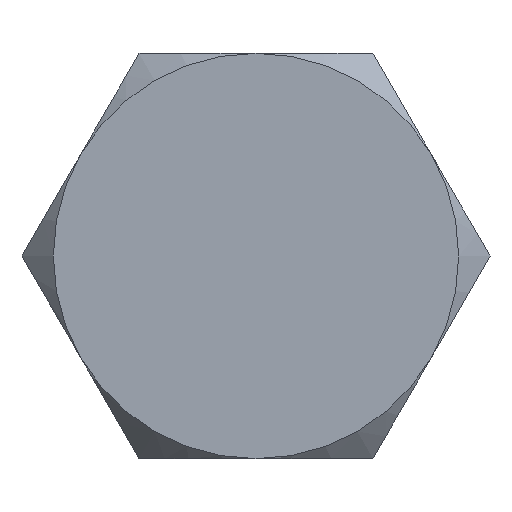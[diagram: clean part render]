
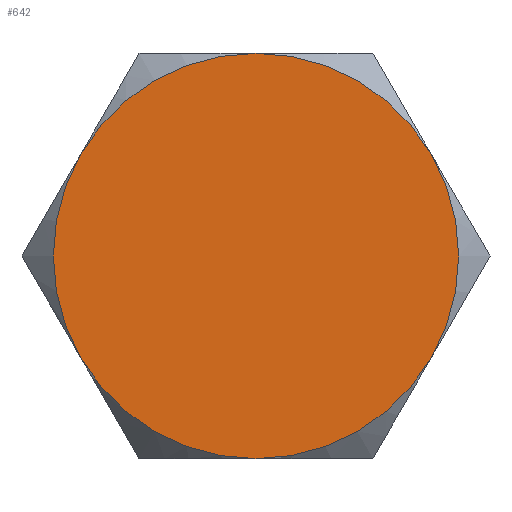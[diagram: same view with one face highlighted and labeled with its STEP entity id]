
A CAD part, front view. The second image highlights one B-rep face of the part: STEP entity #642.
In plain terms, the highlighted planar face has unit normal (0, -1, 0).
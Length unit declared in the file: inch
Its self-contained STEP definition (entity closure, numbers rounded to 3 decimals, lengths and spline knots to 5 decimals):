
#18=CARTESIAN_POINT('',(0.,0.,0.));
#19=DIRECTION('',(0.,1.,0.));
#20=DIRECTION('',(0.866,0.,-0.5));
#21=AXIS2_PLACEMENT_3D('',#18,#19,#20);
#27=CARTESIAN_POINT('',(0.,0.,0.));
#28=DIRECTION('',(0.,1.,0.));
#29=DIRECTION('',(0.,0.,-1.));
#30=AXIS2_PLACEMENT_3D('',#27,#28,#29);
#35=CARTESIAN_POINT('',(0.,0.,0.));
#36=DIRECTION('',(0.,1.,0.));
#37=DIRECTION('',(-0.866,0.,0.5));
#38=AXIS2_PLACEMENT_3D('',#35,#36,#37);
#43=CARTESIAN_POINT('',(0.,0.,0.));
#44=DIRECTION('',(0.,1.,0.));
#45=DIRECTION('',(0.,0.,1.));
#46=AXIS2_PLACEMENT_3D('',#43,#44,#45);
#51=CARTESIAN_POINT('',(0.,0.,0.));
#52=DIRECTION('',(0.,-1.,0.));
#53=DIRECTION('',(0.866,0.,-0.5));
#54=AXIS2_PLACEMENT_3D('',#51,#52,#53);
#104=CARTESIAN_POINT('',(-0.35161,0.,-0.203));
#169=CARTESIAN_POINT('',(0.,0.,-0.406));
#226=CARTESIAN_POINT('',(0.35161,0.,-0.203));
#283=CARTESIAN_POINT('',(0.35161,0.,0.203));
#340=CARTESIAN_POINT('',(0.,0.,0.406));
#397=CARTESIAN_POINT('',(-0.35161,0.,0.203));
#571=CARTESIAN_POINT('',(0.,0.,0.));
#572=DIRECTION('',(0.,-1.,0.));
#573=DIRECTION('',(-0.866,0.,0.5));
#574=AXIS2_PLACEMENT_3D('',#571,#572,#573);
#582=VERTEX_POINT('',#169);
#586=VERTEX_POINT('',#104);
#590=VERTEX_POINT('',#397);
#594=VERTEX_POINT('',#340);
#598=VERTEX_POINT('',#283);
#602=VERTEX_POINT('',#226);
#623=CARTESIAN_POINT('',(0.,0.,0.));
#624=DIRECTION('',(0.,1.,0.));
#625=DIRECTION('',(-1.,0.,0.));
#626=AXIS2_PLACEMENT_3D('',#623,#624,#625);
#627=PLANE('',#626);
#629=ORIENTED_EDGE('',*,*,#628,.F.);
#631=ORIENTED_EDGE('',*,*,#630,.T.);
#633=ORIENTED_EDGE('',*,*,#632,.T.);
#635=ORIENTED_EDGE('',*,*,#634,.F.);
#637=ORIENTED_EDGE('',*,*,#636,.T.);
#639=ORIENTED_EDGE('',*,*,#638,.T.);
#640=EDGE_LOOP('',(#629,#631,#633,#635,#637,#639));
#641=FACE_OUTER_BOUND('',#640,.F.);
#22=CIRCLE('',#21,0.406);
#31=CIRCLE('',#30,0.406);
#39=CIRCLE('',#38,0.406);
#47=CIRCLE('',#46,0.406);
#55=CIRCLE('',#54,0.406);
#575=CIRCLE('',#574,0.406);
#628=EDGE_CURVE('',#602,#598,#55,.T.);
#630=EDGE_CURVE('',#602,#582,#22,.T.);
#632=EDGE_CURVE('',#582,#586,#31,.T.);
#634=EDGE_CURVE('',#590,#586,#575,.T.);
#636=EDGE_CURVE('',#590,#594,#39,.T.);
#638=EDGE_CURVE('',#594,#598,#47,.T.);
#642=ADVANCED_FACE('',(#641),#627,.F.);
